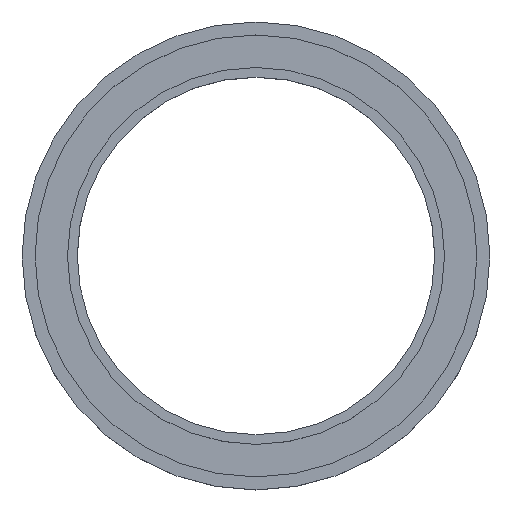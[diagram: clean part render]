
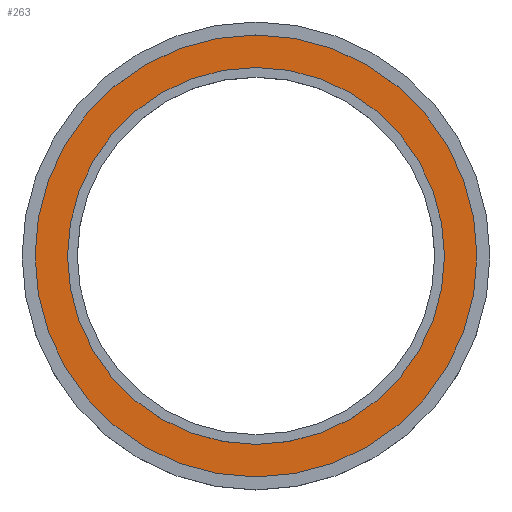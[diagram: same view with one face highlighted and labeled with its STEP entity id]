
A CAD part, top view. The second image highlights one B-rep face of the part: STEP entity #263.
In plain terms, the highlighted planar face has unit normal (0, 0, 1).
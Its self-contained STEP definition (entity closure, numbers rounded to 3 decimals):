
#25=FACE_BOUND('',#80,.T.);
#35=PLANE('',#315);
#53=FACE_OUTER_BOUND('',#79,.T.);
#79=EDGE_LOOP('',(#223));
#80=EDGE_LOOP('',(#224));
#122=CIRCLE('',#311,29.);
#123=CIRCLE('',#313,34.);
#142=VERTEX_POINT('',#463);
#143=VERTEX_POINT('',#467);
#169=EDGE_CURVE('',#142,#142,#122,.T.);
#170=EDGE_CURVE('',#143,#143,#123,.T.);
#223=ORIENTED_EDGE('',*,*,#170,.T.);
#224=ORIENTED_EDGE('',*,*,#169,.T.);
#263=ADVANCED_FACE('',(#53,#25),#35,.T.);
#311=AXIS2_PLACEMENT_3D('',#465,#386,#387);
#313=AXIS2_PLACEMENT_3D('',#468,#390,#391);
#315=AXIS2_PLACEMENT_3D('',#472,#395,#396);
#386=DIRECTION('center_axis',(0.,0.,-1.));
#387=DIRECTION('ref_axis',(-1.,0.,0.));
#390=DIRECTION('center_axis',(0.,0.,1.));
#391=DIRECTION('ref_axis',(-1.,0.,0.));
#395=DIRECTION('center_axis',(0.,0.,1.));
#396=DIRECTION('ref_axis',(-1.,0.,0.));
#463=CARTESIAN_POINT('',(29.,0.,15.01));
#465=CARTESIAN_POINT('Origin',(0.,0.,15.01));
#467=CARTESIAN_POINT('',(34.,0.,15.01));
#468=CARTESIAN_POINT('Origin',(0.,0.,15.01));
#472=CARTESIAN_POINT('Origin',(0.,0.,15.01));
